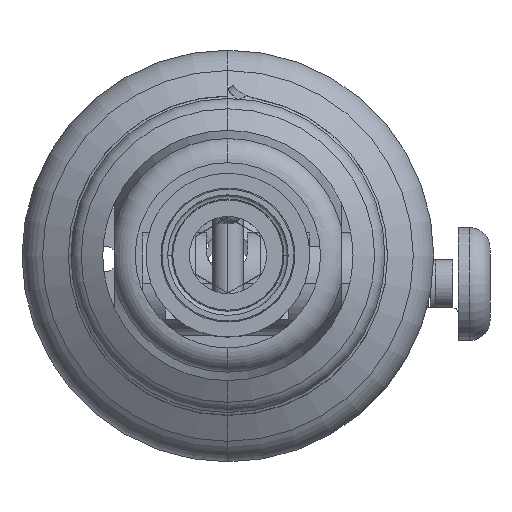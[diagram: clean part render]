
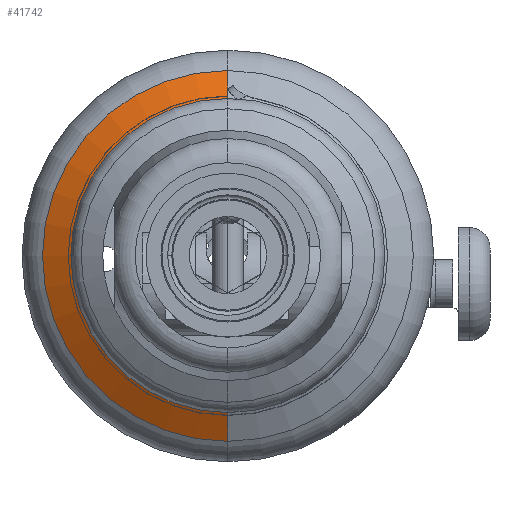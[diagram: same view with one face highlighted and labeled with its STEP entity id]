
A CAD part, top view. The second image highlights one B-rep face of the part: STEP entity #41742.
In plain terms, the highlighted conical face has half-angle 60 degrees and reference radius 16.5 mm.
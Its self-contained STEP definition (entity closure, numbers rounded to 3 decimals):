
#41106=CARTESIAN_POINT('',(0.,0.,157.6));
#41107=DIRECTION('',(0.,0.,1.));
#41108=DIRECTION('',(0.,1.,0.));
#41109=AXIS2_PLACEMENT_3D('',#41106,#41107,#41108);
#41111=CARTESIAN_POINT('',(0.,0.,155.868));
#41112=DIRECTION('',(0.,0.,1.));
#41113=DIRECTION('',(0.,1.,0.));
#41114=AXIS2_PLACEMENT_3D('',#41111,#41112,#41113);
#41164=DIRECTION('',(0.,-0.866,0.5));
#41165=VECTOR('',#41164,3.464);
#41166=CARTESIAN_POINT('',(0.,18.,155.868));
#41167=LINE('',#41166,#41165);
#41173=DIRECTION('',(0.,0.866,0.5));
#41174=VECTOR('',#41173,3.464);
#41175=CARTESIAN_POINT('',(0.,-18.,155.868));
#41176=LINE('',#41175,#41174);
#41254=CARTESIAN_POINT('',(0.,18.,155.868));
#41255=VERTEX_POINT('',#41254);
#41264=CARTESIAN_POINT('',(0.,-18.,155.868));
#41265=VERTEX_POINT('',#41264);
#41266=CARTESIAN_POINT('',(0.,-15.,157.6));
#41267=CARTESIAN_POINT('',(0.,15.,157.6));
#41268=VERTEX_POINT('',#41266);
#41269=VERTEX_POINT('',#41267);
#41728=CARTESIAN_POINT('',(0.,0.,156.734));
#41729=DIRECTION('',(0.,0.,-1.));
#41730=DIRECTION('',(0.,-1.,0.));
#41731=AXIS2_PLACEMENT_3D('',#41728,#41729,#41730);
#41732=CONICAL_SURFACE('',#41731,16.5,60.);
#41734=ORIENTED_EDGE('',*,*,#41733,.T.);
#41736=ORIENTED_EDGE('',*,*,#41735,.F.);
#41737=ORIENTED_EDGE('',*,*,#41713,.F.);
#41739=ORIENTED_EDGE('',*,*,#41738,.T.);
#41740=EDGE_LOOP('',(#41734,#41736,#41737,#41739));
#41741=FACE_OUTER_BOUND('',#41740,.F.);
#41742=ADVANCED_FACE('',(#41741),#41732,.T.);
#41110=CIRCLE('',#41109,15.);
#41115=CIRCLE('',#41114,18.);
#41713=EDGE_CURVE('',#41255,#41265,#41115,.T.);
#41733=EDGE_CURVE('',#41269,#41268,#41110,.T.);
#41735=EDGE_CURVE('',#41265,#41268,#41176,.T.);
#41738=EDGE_CURVE('',#41255,#41269,#41167,.T.);
